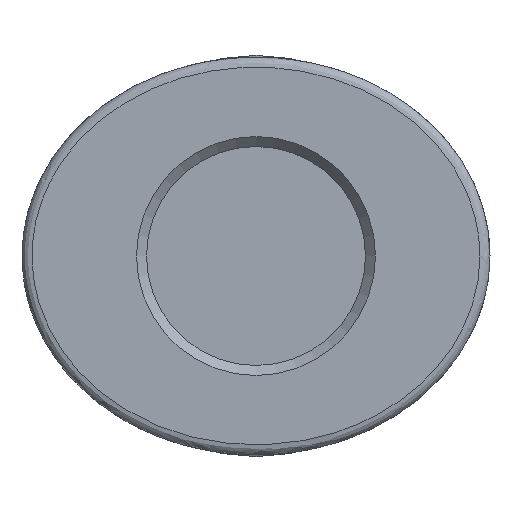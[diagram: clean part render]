
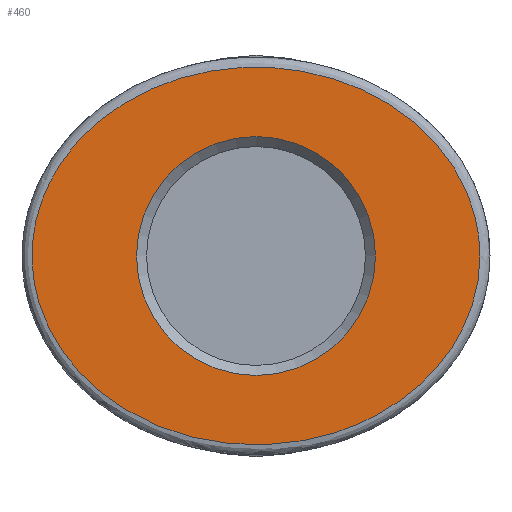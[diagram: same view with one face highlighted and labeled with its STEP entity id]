
A CAD part, left-side view. The second image highlights one B-rep face of the part: STEP entity #460.
In plain terms, the highlighted face is planar.
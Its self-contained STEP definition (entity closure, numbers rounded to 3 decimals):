
#397=CARTESIAN_POINT('',(3.575,4.6,0.));
#398=VERTEX_POINT('',#397);
#399=CARTESIAN_POINT('',(0.,4.6,0.0));
#400=DIRECTION('',(0.0,1.0,0.0));
#401=DIRECTION('',(-1.0,0.0,0.0));
#402=AXIS2_PLACEMENT_3D('',#399,#400,#401);
#403=CIRCLE('',#402,3.575);
#404=EDGE_CURVE('',#398,#398,#403,.T.);
#429=CARTESIAN_POINT('',(0.,4.6,0.));
#430=DIRECTION('',(0.0,-1.0,0.0));
#431=DIRECTION('',(0.0,0.0,-1.0));
#432=AXIS2_PLACEMENT_3D('',#429,#430,#431);
#433=PLANE('',#432);
#434=CARTESIAN_POINT('',(6.7,4.6,0.));
#435=VERTEX_POINT('',#434);
#436=CARTESIAN_POINT('',(6.701,4.6,0.001));
#437=CARTESIAN_POINT('',(6.701,4.6,0.923));
#438=CARTESIAN_POINT('',(6.136,4.6,2.768));
#439=CARTESIAN_POINT('',(3.36,4.6,5.367));
#440=CARTESIAN_POINT('',(-0.531,4.6,6.014));
#441=CARTESIAN_POINT('',(-4.058,4.6,4.719));
#442=CARTESIAN_POINT('',(-5.901,4.6,2.98));
#443=CARTESIAN_POINT('',(-6.729,4.6,0.942));
#444=CARTESIAN_POINT('',(-6.73,4.6,-0.942));
#445=CARTESIAN_POINT('',(-5.779,4.6,-3.274));
#446=CARTESIAN_POINT('',(-3.768,4.6,-4.884));
#447=CARTESIAN_POINT('',(-0.21,4.6,-5.958));
#448=CARTESIAN_POINT('',(3.361,4.6,-5.368));
#449=CARTESIAN_POINT('',(6.135,4.6,-2.768));
#450=CARTESIAN_POINT('',(6.701,4.6,-0.922));
#451=CARTESIAN_POINT('',(6.701,4.6,0.001));
#452=B_SPLINE_CURVE_WITH_KNOTS('',3,(#436,#437,#438,#439,#440,#441,#442,#443,#444,#445,#446,#447,#448,#449,#450,#451),.UNSPECIFIED.,.T.,.U.,(4,1,1,1,1,1,1,1,1,1,1,1,1,4),(-3.142,-2.693,-2.244,-1.346,-0.898,-0.449,-0.15,0.15,0.449,1.047,1.346,2.244,2.693,3.142),.UNSPECIFIED.);
#453=EDGE_CURVE('',#435,#435,#452,.T.);
#454=ORIENTED_EDGE('',*,*,#453,.F.);
#455=EDGE_LOOP('',(#454));
#456=FACE_OUTER_BOUND('',#455,.T.);
#457=ORIENTED_EDGE('',*,*,#404,.F.);
#458=EDGE_LOOP('',(#457));
#459=FACE_BOUND('',#458,.T.);
#460=ADVANCED_FACE('',(#456,#459),#433,.F.);
